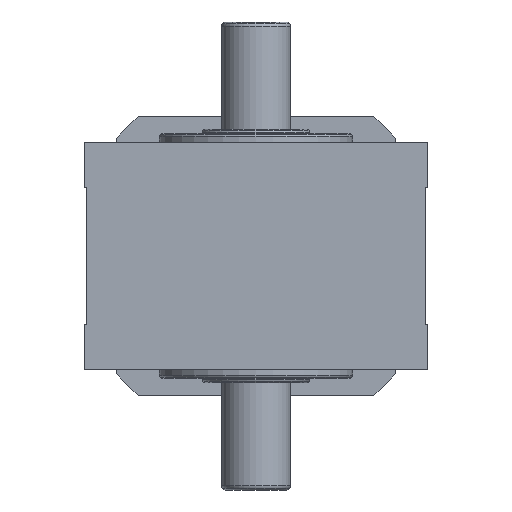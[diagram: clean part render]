
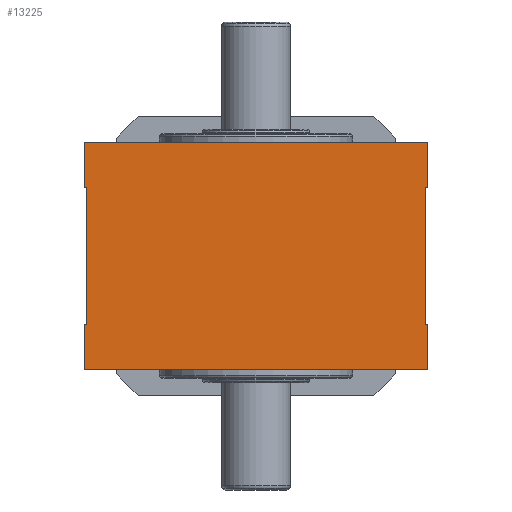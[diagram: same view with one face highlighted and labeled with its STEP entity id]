
A CAD part, front view. The second image highlights one B-rep face of the part: STEP entity #13225.
In plain terms, the highlighted planar face has unit normal (0, -1, 0).
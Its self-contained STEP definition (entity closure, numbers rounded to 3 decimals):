
#767=DIRECTION('',(1.,0.,0.));
#768=VECTOR('',#767,160.);
#769=CARTESIAN_POINT('',(-80.,-115.5,53.));
#770=LINE('',#769,#768);
#2735=DIRECTION('',(0.,0.,1.));
#2736=VECTOR('',#2735,21.);
#2737=CARTESIAN_POINT('',(-80.,-115.5,32.));
#2738=LINE('',#2737,#2736);
#2881=DIRECTION('',(0.,0.,1.));
#2882=VECTOR('',#2881,21.);
#2883=CARTESIAN_POINT('',(-80.,-115.5,-53.));
#2884=LINE('',#2883,#2882);
#2967=DIRECTION('',(0.,0.,1.));
#2968=VECTOR('',#2967,64.);
#2969=CARTESIAN_POINT('',(79.,-115.5,-32.));
#2970=LINE('',#2969,#2968);
#2971=DIRECTION('',(-1.,0.,0.));
#2972=VECTOR('',#2971,1.);
#2973=CARTESIAN_POINT('',(80.,-115.5,-32.));
#2974=LINE('',#2973,#2972);
#2975=DIRECTION('',(0.,0.,1.));
#2976=VECTOR('',#2975,21.);
#2977=CARTESIAN_POINT('',(80.,-115.5,-53.));
#2978=LINE('',#2977,#2976);
#2979=DIRECTION('',(-1.,0.,0.));
#2980=VECTOR('',#2979,1.);
#2981=CARTESIAN_POINT('',(-79.,-115.5,-32.));
#2982=LINE('',#2981,#2980);
#2983=DIRECTION('',(0.,0.,-1.));
#2984=VECTOR('',#2983,64.);
#2985=CARTESIAN_POINT('',(-79.,-115.5,32.));
#2986=LINE('',#2985,#2984);
#2987=DIRECTION('',(1.,0.,0.));
#2988=VECTOR('',#2987,1.);
#2989=CARTESIAN_POINT('',(-80.,-115.5,32.));
#2990=LINE('',#2989,#2988);
#2991=DIRECTION('',(1.,0.,0.));
#2992=VECTOR('',#2991,1.);
#2993=CARTESIAN_POINT('',(79.,-115.5,32.));
#2994=LINE('',#2993,#2992);
#3033=DIRECTION('',(0.,0.,-1.));
#3034=VECTOR('',#3033,21.);
#3035=CARTESIAN_POINT('',(80.,-115.5,53.));
#3036=LINE('',#3035,#3034);
#3987=DIRECTION('',(-1.,0.,0.));
#3988=VECTOR('',#3987,160.);
#3989=CARTESIAN_POINT('',(80.,-115.5,-53.));
#3990=LINE('',#3989,#3988);
#7642=CARTESIAN_POINT('',(80.,-115.5,32.));
#7644=VERTEX_POINT('',#7642);
#7647=CARTESIAN_POINT('',(80.,-115.5,-32.));
#7649=VERTEX_POINT('',#7647);
#7988=CARTESIAN_POINT('',(79.,-115.5,32.));
#7989=VERTEX_POINT('',#7988);
#7990=CARTESIAN_POINT('',(79.,-115.5,-32.));
#7991=VERTEX_POINT('',#7990);
#7996=CARTESIAN_POINT('',(-79.,-115.5,-32.));
#7997=CARTESIAN_POINT('',(-80.,-115.5,-32.));
#7998=VERTEX_POINT('',#7996);
#7999=VERTEX_POINT('',#7997);
#8000=CARTESIAN_POINT('',(-79.,-115.5,32.));
#8001=VERTEX_POINT('',#8000);
#8002=CARTESIAN_POINT('',(-80.,-115.5,32.));
#8003=VERTEX_POINT('',#8002);
#8440=CARTESIAN_POINT('',(-80.,-115.5,-53.));
#8442=VERTEX_POINT('',#8440);
#8445=CARTESIAN_POINT('',(-80.,-115.5,53.));
#8447=VERTEX_POINT('',#8445);
#8448=CARTESIAN_POINT('',(80.,-115.5,53.));
#8449=VERTEX_POINT('',#8448);
#8458=CARTESIAN_POINT('',(80.,-115.5,-53.));
#8459=VERTEX_POINT('',#8458);
#13199=CARTESIAN_POINT('',(80.,-115.5,53.));
#13200=DIRECTION('',(0.,1.,0.));
#13201=DIRECTION('',(0.,0.,1.));
#13202=AXIS2_PLACEMENT_3D('',#13199,#13200,#13201);
#13203=PLANE('',#13202);
#13205=ORIENTED_EDGE('',*,*,#13204,.F.);
#13207=ORIENTED_EDGE('',*,*,#13206,.F.);
#13209=ORIENTED_EDGE('',*,*,#13208,.F.);
#13211=ORIENTED_EDGE('',*,*,#13210,.T.);
#13212=ORIENTED_EDGE('',*,*,#13016,.T.);
#13213=ORIENTED_EDGE('',*,*,#13006,.F.);
#13214=ORIENTED_EDGE('',*,*,#12992,.F.);
#13216=ORIENTED_EDGE('',*,*,#13215,.F.);
#13217=ORIENTED_EDGE('',*,*,#12777,.T.);
#13218=ORIENTED_EDGE('',*,*,#9885,.T.);
#13220=ORIENTED_EDGE('',*,*,#13219,.T.);
#13222=ORIENTED_EDGE('',*,*,#13221,.F.);
#13223=EDGE_LOOP('',(#13205,#13207,#13209,#13211,#13212,#13213,#13214,#13216,
#13217,#13218,#13220,#13222));
#13224=FACE_OUTER_BOUND('',#13223,.F.);
#13225=ADVANCED_FACE('',(#13224),#13203,.F.);
#9885=EDGE_CURVE('',#8447,#8449,#770,.T.);
#12777=EDGE_CURVE('',#8003,#8447,#2738,.T.);
#12992=EDGE_CURVE('',#8001,#7998,#2986,.T.);
#13006=EDGE_CURVE('',#7998,#7999,#2982,.T.);
#13016=EDGE_CURVE('',#8442,#7999,#2884,.T.);
#13204=EDGE_CURVE('',#7991,#7989,#2970,.T.);
#13206=EDGE_CURVE('',#7649,#7991,#2974,.T.);
#13208=EDGE_CURVE('',#8459,#7649,#2978,.T.);
#13210=EDGE_CURVE('',#8459,#8442,#3990,.T.);
#13215=EDGE_CURVE('',#8003,#8001,#2990,.T.);
#13219=EDGE_CURVE('',#8449,#7644,#3036,.T.);
#13221=EDGE_CURVE('',#7989,#7644,#2994,.T.);
